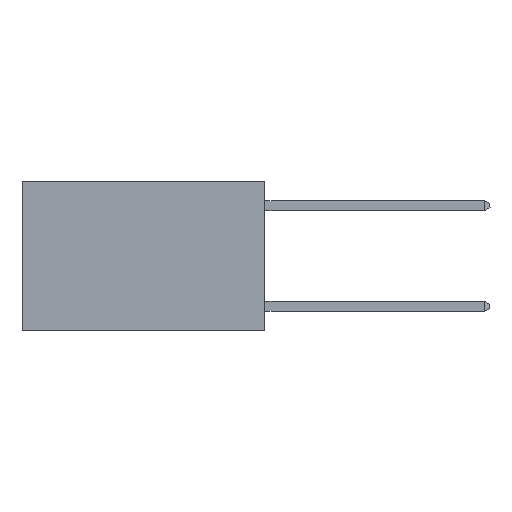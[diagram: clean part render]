
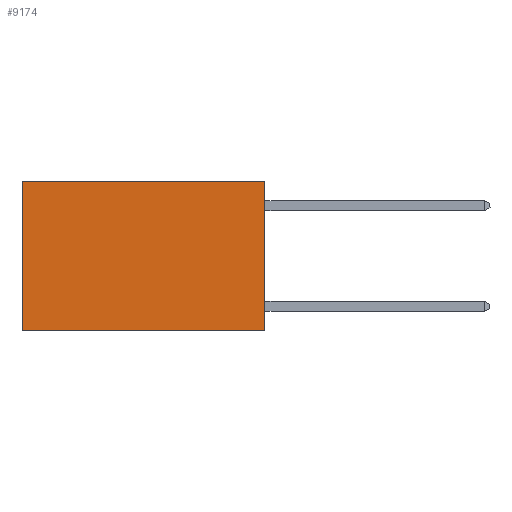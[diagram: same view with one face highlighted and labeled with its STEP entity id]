
A CAD part, left-side view. The second image highlights one B-rep face of the part: STEP entity #9174.
In plain terms, the highlighted planar face has unit normal (-1, 0, 0).
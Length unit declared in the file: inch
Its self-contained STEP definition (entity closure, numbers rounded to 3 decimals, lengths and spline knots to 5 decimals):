
#7 = LINE ( 'NONE', #979, #1413 ) ;
#579 = VERTEX_POINT ( 'NONE', #7406 ) ;
#660 = VECTOR ( 'NONE', #4755, 39.37008 ) ;
#979 = CARTESIAN_POINT ( 'NONE',  ( 0.2625, 0., 0. ) ) ;
#1169 = LINE ( 'NONE', #8976, #6905 ) ;
#1413 = VECTOR ( 'NONE', #5080, 39.37008 ) ;
#1599 = VECTOR ( 'NONE', #2325, 39.37008 ) ;
#1980 = LINE ( 'NONE', #9532, #1599 ) ;
#2325 = DIRECTION ( 'NONE',  ( 0., 1., 0. ) ) ;
#2461 = ORIENTED_EDGE ( 'NONE', *, *, #3903, .F. ) ;
#3573 = EDGE_CURVE ( 'NONE', #7671, #8088, #1980, .T. ) ;
#3903 = EDGE_CURVE ( 'NONE', #579, #7671, #7, .T. ) ;
#4114 = CARTESIAN_POINT ( 'NONE',  ( 0.2625, 0.6, 0. ) ) ;
#4197 = DIRECTION ( 'NONE',  ( 1., 0., 0. ) ) ;
#4271 = AXIS2_PLACEMENT_3D ( 'NONE', #7471, #4197, #5054 ) ;
#4755 = DIRECTION ( 'NONE',  ( 0., 1., 0. ) ) ;
#5054 = DIRECTION ( 'NONE',  ( 0., 0., -1. ) ) ;
#5080 = DIRECTION ( 'NONE',  ( 0., 0., -1. ) ) ;
#5632 = ORIENTED_EDGE ( 'NONE', *, *, #8272, .T. ) ;
#5763 = PLANE ( 'NONE',  #4271 ) ;
#6905 = VECTOR ( 'NONE', #10527, 39.37008 ) ;
#7008 = CARTESIAN_POINT ( 'NONE',  ( 0.2625, 0.6, -0.37 ) ) ;
#7034 = ORIENTED_EDGE ( 'NONE', *, *, #8413, .T. ) ;
#7387 = FACE_OUTER_BOUND ( 'NONE', #9098, .T. ) ;
#7406 = CARTESIAN_POINT ( 'NONE',  ( 0.2625, 0., 0. ) ) ;
#7471 = CARTESIAN_POINT ( 'NONE',  ( 0.2625, 0., 0. ) ) ;
#7671 = VERTEX_POINT ( 'NONE', #9464 ) ;
#7908 = ORIENTED_EDGE ( 'NONE', *, *, #3573, .F. ) ;
#8088 = VERTEX_POINT ( 'NONE', #7008 ) ;
#8272 = EDGE_CURVE ( 'NONE', #579, #8502, #9870, .T. ) ;
#8413 = EDGE_CURVE ( 'NONE', #8502, #8088, #1169, .T. ) ;
#8502 = VERTEX_POINT ( 'NONE', #4114 ) ;
#8976 = CARTESIAN_POINT ( 'NONE',  ( 0.2625, 0.6, 0. ) ) ;
#9098 = EDGE_LOOP ( 'NONE', ( #7034, #7908, #2461, #5632 ) ) ;
#9174 = ADVANCED_FACE ( 'NONE', ( #7387 ), #5763, .F. ) ;
#9464 = CARTESIAN_POINT ( 'NONE',  ( 0.2625, 0., -0.37 ) ) ;
#9532 = CARTESIAN_POINT ( 'NONE',  ( 0.2625, 0., -0.37 ) ) ;
#9675 = CARTESIAN_POINT ( 'NONE',  ( 0.2625, 0., 0. ) ) ;
#9870 = LINE ( 'NONE', #9675, #660 ) ;
#10527 = DIRECTION ( 'NONE',  ( 0., 0., -1. ) ) ;
